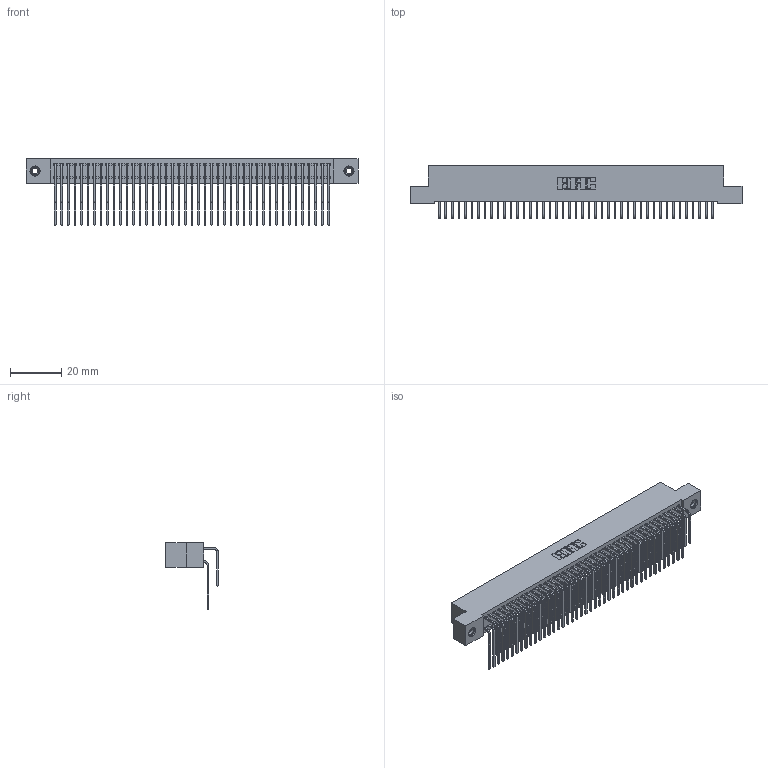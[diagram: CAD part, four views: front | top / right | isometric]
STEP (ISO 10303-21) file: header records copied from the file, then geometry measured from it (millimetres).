
FILE_DESCRIPTION (( 'STEP AP203' ), '1' );
FILE_NAME ('342-086-559-208.STEP', '2018-08-13T19:51:22', ( '' ), ( '' ), 'SwSTEP 2.0', 'SolidWorks 2016', '' );
FILE_SCHEMA (( 'CONFIG_CONTROL_DESIGN' ));
Length unit declared in the file: inch
Products named in the file (5): 345-292-001_558 559 Tail - 1; 345-292-001_559 Tail - 2; 345-250-001_345-250-003-102; 342-086-559-208; 342 Part_TI
Assembly tree (89 placements, depth 2):
  342-086-559-208
    342 Part_TI
    345-292-001_558 559 Tail - 1  x43
    345-292-001_559 Tail - 2  x43
    345-250-001_345-250-003-102  x2
Bounding box: 129.54 x 20.64 x 25.78 mm (x, y, z)
Volume: 12134.3 mm3; surface area: 22030.8 mm2
Topology: 89 solids, 89 shells, 4814 faces, 14281 edges, 9398 vertices
Faces by surface type: plane 3366, cylinder 1432, cone 12, torus 4
Entity records: 30372 total; most frequent: CARTESIAN_POINT 5064, ORIENTED_EDGE 4942, DIRECTION 4337, EDGE_CURVE 2471, VECTOR 2283, LINE 2283, VERTEX_POINT 1640, AXIS2_PLACEMENT_3D 1027
